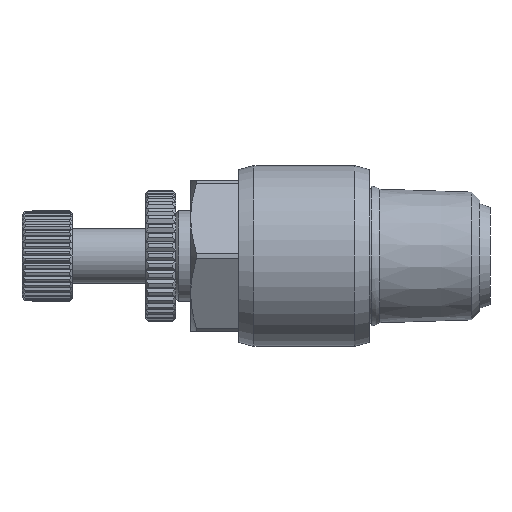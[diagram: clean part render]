
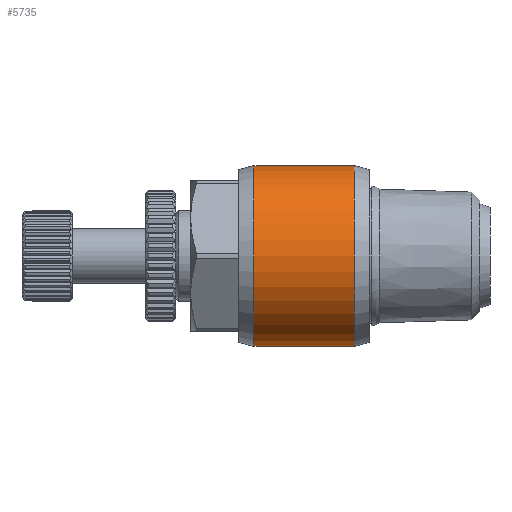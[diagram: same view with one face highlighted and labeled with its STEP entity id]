
A CAD part, left-side view. The second image highlights one B-rep face of the part: STEP entity #5735.
In plain terms, the highlighted cylindrical face has radius 9 mm (diameter 18 mm), a partial arc.
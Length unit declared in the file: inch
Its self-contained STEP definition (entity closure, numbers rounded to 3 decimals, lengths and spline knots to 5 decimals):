
#44 = AXIS2_PLACEMENT_3D ( 'NONE', #9535, #126, #11094 ) ;
#126 = DIRECTION ( 'NONE',  ( 0., 1., 0. ) ) ;
#404 = LINE ( 'NONE', #16601, #8754 ) ;
#509 = DIRECTION ( 'NONE',  ( 0., -1., 0. ) ) ;
#1189 = LINE ( 'NONE', #17393, #5349 ) ;
#1698 = EDGE_CURVE ( 'NONE', #7050, #10171, #404, .T. ) ;
#3177 = CARTESIAN_POINT ( 'NONE',  ( 0., 0.5315, -0.35433 ) ) ;
#4249 = DIRECTION ( 'NONE',  ( 0., 0., 1. ) ) ;
#5261 = CYLINDRICAL_SURFACE ( 'NONE', #16336, 0.35433 ) ;
#5349 = VECTOR ( 'NONE', #6396, 39.37008 ) ;
#5735 = ADVANCED_FACE ( 'NONE', ( #15276 ), #5261, .T. ) ;
#5746 = CARTESIAN_POINT ( 'NONE',  ( 0., 0.72835, 0. ) ) ;
#6034 = ORIENTED_EDGE ( 'NONE', *, *, #9030, .F. ) ;
#6396 = DIRECTION ( 'NONE',  ( 0., 1., 0. ) ) ;
#6577 = CARTESIAN_POINT ( 'NONE',  ( 0., 0.9252, -0.35433 ) ) ;
#7050 = VERTEX_POINT ( 'NONE', #16399 ) ;
#7968 = EDGE_LOOP ( 'NONE', ( #6034, #14303, #9089, #9491 ) ) ;
#8728 = DIRECTION ( 'NONE',  ( 0., 1., 0. ) ) ;
#8754 = VECTOR ( 'NONE', #8728, 39.37008 ) ;
#9030 = EDGE_CURVE ( 'NONE', #16264, #18070, #1189, .T. ) ;
#9089 = ORIENTED_EDGE ( 'NONE', *, *, #1698, .T. ) ;
#9491 = ORIENTED_EDGE ( 'NONE', *, *, #16967, .T. ) ;
#9535 = CARTESIAN_POINT ( 'NONE',  ( 0., 0.5315, 0. ) ) ;
#9912 = CARTESIAN_POINT ( 'NONE',  ( 0., 0.9252, 0. ) ) ;
#10171 = VERTEX_POINT ( 'NONE', #11944 ) ;
#11094 = DIRECTION ( 'NONE',  ( 0., 0., 1. ) ) ;
#11481 = DIRECTION ( 'NONE',  ( 0., 0., 1. ) ) ;
#11944 = CARTESIAN_POINT ( 'NONE',  ( 0., 0.9252, 0.35433 ) ) ;
#12119 = CIRCLE ( 'NONE', #44, 0.35433 ) ;
#12263 = CIRCLE ( 'NONE', #18568, 0.35433 ) ;
#13674 = EDGE_CURVE ( 'NONE', #16264, #7050, #12119, .T. ) ;
#14303 = ORIENTED_EDGE ( 'NONE', *, *, #13674, .T. ) ;
#15276 = FACE_OUTER_BOUND ( 'NONE', #7968, .T. ) ;
#16264 = VERTEX_POINT ( 'NONE', #3177 ) ;
#16336 = AXIS2_PLACEMENT_3D ( 'NONE', #5746, #16702, #4249 ) ;
#16399 = CARTESIAN_POINT ( 'NONE',  ( 0., 0.5315, 0.35433 ) ) ;
#16601 = CARTESIAN_POINT ( 'NONE',  ( 0., 0.72835, 0.35433 ) ) ;
#16702 = DIRECTION ( 'NONE',  ( 0., 1., 0. ) ) ;
#16967 = EDGE_CURVE ( 'NONE', #10171, #18070, #12263, .T. ) ;
#17393 = CARTESIAN_POINT ( 'NONE',  ( 0., 0.72835, -0.35433 ) ) ;
#18070 = VERTEX_POINT ( 'NONE', #6577 ) ;
#18568 = AXIS2_PLACEMENT_3D ( 'NONE', #9912, #509, #11481 ) ;
